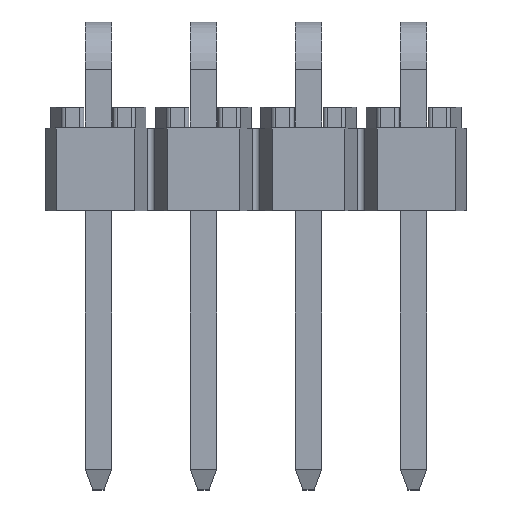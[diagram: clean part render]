
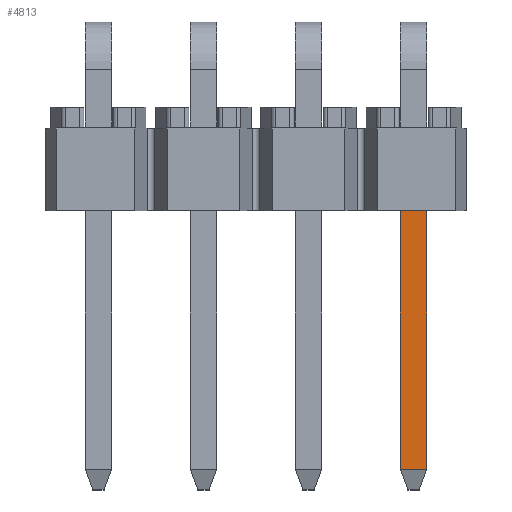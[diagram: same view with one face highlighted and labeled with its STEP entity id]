
A CAD part, top view. The second image highlights one B-rep face of the part: STEP entity #4813.
In plain terms, the highlighted planar face has unit normal (0, 0, 1).
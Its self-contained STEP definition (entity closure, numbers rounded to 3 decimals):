
#957=DIRECTION('',(1.,0.,0.));
#958=VECTOR('',#957,0.635);
#959=CARTESIAN_POINT('',(3.493,-1.,0.318));
#960=LINE('',#959,#958);
#1109=DIRECTION('',(0.,-1.,0.));
#1110=VECTOR('',#1109,6.25);
#1111=CARTESIAN_POINT('',(3.493,-1.,0.318));
#1112=LINE('',#1111,#1110);
#1151=DIRECTION('',(-1.,0.,0.));
#1152=VECTOR('',#1151,0.635);
#1153=CARTESIAN_POINT('',(4.128,-7.25,0.318));
#1154=LINE('',#1153,#1152);
#1159=DIRECTION('',(0.,-1.,0.));
#1160=VECTOR('',#1159,6.25);
#1161=CARTESIAN_POINT('',(4.128,-1.,0.318));
#1162=LINE('',#1161,#1160);
#3033=CARTESIAN_POINT('',(3.493,-1.,0.318));
#3035=VERTEX_POINT('',#3033);
#3037=CARTESIAN_POINT('',(4.128,-1.,0.318));
#3039=VERTEX_POINT('',#3037);
#3117=CARTESIAN_POINT('',(3.493,-7.25,0.318));
#3118=VERTEX_POINT('',#3117);
#3121=CARTESIAN_POINT('',(4.128,-7.25,0.318));
#3122=VERTEX_POINT('',#3121);
#4801=CARTESIAN_POINT('',(3.493,-1.,0.318));
#4802=DIRECTION('',(0.,0.,1.));
#4803=DIRECTION('',(0.,-1.,0.));
#4804=AXIS2_PLACEMENT_3D('',#4801,#4802,#4803);
#4805=PLANE('',#4804);
#4806=ORIENTED_EDGE('',*,*,#4791,.T.);
#4807=ORIENTED_EDGE('',*,*,#4743,.F.);
#4808=ORIENTED_EDGE('',*,*,#4389,.T.);
#4810=ORIENTED_EDGE('',*,*,#4809,.T.);
#4811=EDGE_LOOP('',(#4806,#4807,#4808,#4810));
#4812=FACE_OUTER_BOUND('',#4811,.F.);
#4813=ADVANCED_FACE('',(#4812),#4805,.T.);
#4389=EDGE_CURVE('',#3035,#3039,#960,.T.);
#4743=EDGE_CURVE('',#3035,#3118,#1112,.T.);
#4791=EDGE_CURVE('',#3122,#3118,#1154,.T.);
#4809=EDGE_CURVE('',#3039,#3122,#1162,.T.);
